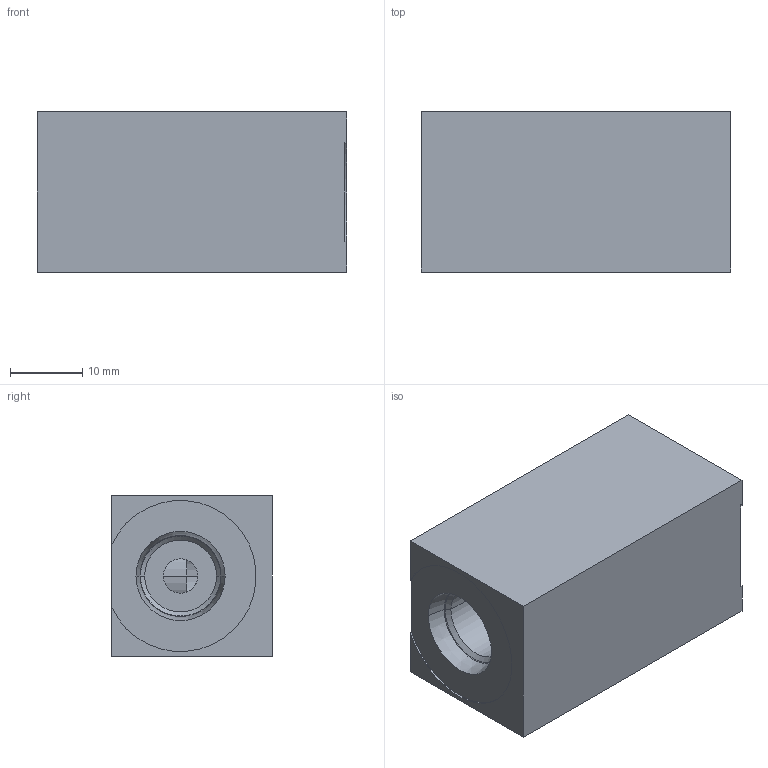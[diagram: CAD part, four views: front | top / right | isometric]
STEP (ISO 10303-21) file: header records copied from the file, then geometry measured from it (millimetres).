
FILE_DESCRIPTION((''),'2;1');
FILE_NAME('ILC31124100','2018-10-11T',('als'),(''),'PRO/ENGINEER BY PARAMETRIC TECHNOLOGY CORPORATION, 2013320','PRO/ENGINEER BY PARAMETRIC TECHNOLOGY CORPORATION, 2013320','');
FILE_SCHEMA(('AUTOMOTIVE_DESIGN { 1 0 10303 214 1 1 1 1 }'));
Length unit declared in the file: inch
Products named in the file (1): ILC31124100
Bounding box: 42.88 x 22.23 x 22.23 mm (x, y, z)
Volume: 17162.1 mm3; surface area: 7114.2 mm2
Topology: 1 solids, 4 shells, 207 faces, 553 edges, 364 vertices
Faces by surface type: plane 171, cylinder 22, cone 14
Entity records: 8433 total; most frequent: CARTESIAN_POINT 1197, ORIENTED_EDGE 1090, DIRECTION 1019, PRESENTATION_STYLE_ASSIGNMENT 577, STYLED_ITEM 555, CURVE_STYLE 551, EDGE_CURVE 551, VECTOR 487
